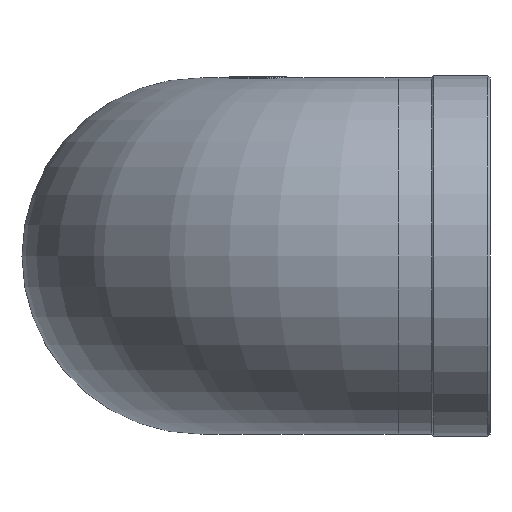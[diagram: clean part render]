
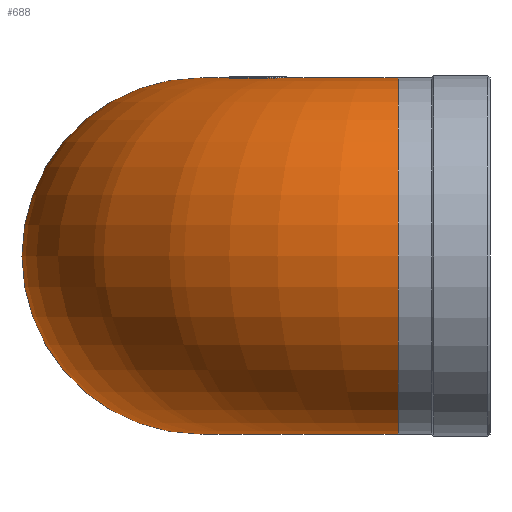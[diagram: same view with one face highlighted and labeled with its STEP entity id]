
A CAD part, left-side view. The second image highlights one B-rep face of the part: STEP entity #688.
In plain terms, the highlighted toroidal (fillet/blend) face has major radius 49.45 mm and minor radius 44.45 mm.
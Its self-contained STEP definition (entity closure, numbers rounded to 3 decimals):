
#49=CIRCLE('',#731,44.45);
#52=CIRCLE('',#735,44.45);
#62=TOROIDAL_SURFACE('',#753,49.45,44.45);
#314=ORIENTED_EDGE('',*,*,#407,.F.);
#315=ORIENTED_EDGE('',*,*,#404,.T.);
#316=ORIENTED_EDGE('',*,*,#396,.T.);
#317=ORIENTED_EDGE('',*,*,#401,.T.);
#318=ORIENTED_EDGE('',*,*,#393,.T.);
#319=ORIENTED_EDGE('',*,*,#392,.T.);
#320=ORIENTED_EDGE('',*,*,#403,.T.);
#321=ORIENTED_EDGE('',*,*,#414,.T.);
#392=EDGE_CURVE('',#461,#462,#512,.T.);
#393=EDGE_CURVE('',#452,#461,#513,.T.);
#396=EDGE_CURVE('',#463,#464,#514,.T.);
#401=EDGE_CURVE('',#464,#452,#515,.T.);
#403=EDGE_CURVE('',#462,#469,#516,.T.);
#404=EDGE_CURVE('',#470,#470,#49,.T.);
#407=EDGE_CURVE('',#473,#473,#52,.T.);
#414=EDGE_CURVE('',#469,#463,#517,.T.);
#452=VERTEX_POINT('',#1327);
#461=VERTEX_POINT('',#1352);
#462=VERTEX_POINT('',#1354);
#463=VERTEX_POINT('',#1367);
#464=VERTEX_POINT('',#1369);
#469=VERTEX_POINT('',#1392);
#470=VERTEX_POINT('',#1400);
#473=VERTEX_POINT('',#1407);
#512=B_SPLINE_CURVE_WITH_KNOTS('',3,(#1355,#1356,#1357,#1358),
 .UNSPECIFIED.,.F.,.F.,(4,4),(0.,0.012),.UNSPECIFIED.);
#513=B_SPLINE_CURVE_WITH_KNOTS('',3,(#1360,#1361,#1362,#1363,#1364),
 .UNSPECIFIED.,.F.,.F.,(4,1,4),(0.,0.003,0.006),
 .UNSPECIFIED.);
#514=B_SPLINE_CURVE_WITH_KNOTS('',3,(#1370,#1371,#1372,#1373),
 .UNSPECIFIED.,.F.,.F.,(4,4),(0.,0.012),.UNSPECIFIED.);
#515=B_SPLINE_CURVE_WITH_KNOTS('',3,(#1385,#1386,#1387,#1388,#1389),
 .UNSPECIFIED.,.F.,.F.,(4,1,4),(0.,0.002,0.004),
 .UNSPECIFIED.);
#516=B_SPLINE_CURVE_WITH_KNOTS('',3,(#1393,#1394,#1395,#1396,#1397),
 .UNSPECIFIED.,.F.,.F.,(4,1,4),(0.,0.003,
0.006),.UNSPECIFIED.);
#517=B_SPLINE_CURVE_WITH_KNOTS('',3,(#1429,#1430,#1431,#1432,#1433),
 .UNSPECIFIED.,.F.,.F.,(4,1,4),(-0.002,0.,
0.002),.UNSPECIFIED.);
#573=EDGE_LOOP('',(#314));
#574=EDGE_LOOP('',(#315));
#575=EDGE_LOOP('',(#316,#317,#318,#319,#320,#321));
#633=FACE_BOUND('',#573,.T.);
#634=FACE_BOUND('',#574,.T.);
#635=FACE_BOUND('',#575,.T.);
#688=ADVANCED_FACE('',(#633,#634,#635),#62,.T.);
#731=AXIS2_PLACEMENT_3D('',#1399,#843,#844);
#735=AXIS2_PLACEMENT_3D('',#1406,#851,#852);
#753=AXIS2_PLACEMENT_3D('',#1436,#887,#888);
#843=DIRECTION('',(0.,1.,0.));
#844=DIRECTION('',(0.,0.,1.));
#851=DIRECTION('',(1.,0.,0.));
#852=DIRECTION('',(0.,0.,1.));
#887=DIRECTION('',(0.,0.,-1.));
#888=DIRECTION('',(-1.,0.,0.));
#1327=CARTESIAN_POINT('',(8.767,51.061,44.45));
#1352=CARTESIAN_POINT('',(8.12,55.795,44.324));
#1354=CARTESIAN_POINT('',(16.605,64.28,44.324));
#1355=CARTESIAN_POINT('',(8.12,55.795,44.324));
#1356=CARTESIAN_POINT('',(10.948,58.624,44.358));
#1357=CARTESIAN_POINT('',(13.776,61.452,44.358));
#1358=CARTESIAN_POINT('',(16.605,64.28,44.324));
#1360=CARTESIAN_POINT('',(8.767,51.061,44.45));
#1361=CARTESIAN_POINT('',(7.957,51.518,44.45));
#1362=CARTESIAN_POINT('',(6.828,53.202,44.377));
#1363=CARTESIAN_POINT('',(7.462,55.138,44.316));
#1364=CARTESIAN_POINT('',(8.12,55.795,44.324));
#1367=CARTESIAN_POINT('',(20.848,60.038,44.373));
#1369=CARTESIAN_POINT('',(12.362,51.552,44.373));
#1370=CARTESIAN_POINT('',(20.848,60.038,44.373));
#1371=CARTESIAN_POINT('',(18.019,57.209,44.343));
#1372=CARTESIAN_POINT('',(15.191,54.381,44.343));
#1373=CARTESIAN_POINT('',(12.362,51.552,44.373));
#1385=CARTESIAN_POINT('',(12.362,51.552,44.373));
#1386=CARTESIAN_POINT('',(11.899,51.089,44.378));
#1387=CARTESIAN_POINT('',(10.68,50.49,44.417));
#1388=CARTESIAN_POINT('',(9.338,50.739,44.45));
#1389=CARTESIAN_POINT('',(8.767,51.061,44.45));
#1392=CARTESIAN_POINT('',(21.339,63.633,44.45));
#1393=CARTESIAN_POINT('',(16.605,64.28,44.324));
#1394=CARTESIAN_POINT('',(17.262,64.938,44.316));
#1395=CARTESIAN_POINT('',(19.188,65.573,44.376));
#1396=CARTESIAN_POINT('',(20.882,64.443,44.45));
#1397=CARTESIAN_POINT('',(21.339,63.633,44.45));
#1399=CARTESIAN_POINT('',(0.,22.95,0.));
#1400=CARTESIAN_POINT('',(0.,22.95,44.45));
#1406=CARTESIAN_POINT('',(49.45,72.4,0.));
#1407=CARTESIAN_POINT('',(49.45,72.4,44.45));
#1429=CARTESIAN_POINT('',(21.339,63.633,44.45));
#1430=CARTESIAN_POINT('',(21.661,63.062,44.45));
#1431=CARTESIAN_POINT('',(21.911,61.722,44.417));
#1432=CARTESIAN_POINT('',(21.311,60.501,44.378));
#1433=CARTESIAN_POINT('',(20.848,60.038,44.373));
#1436=CARTESIAN_POINT('',(49.45,22.95,0.));
